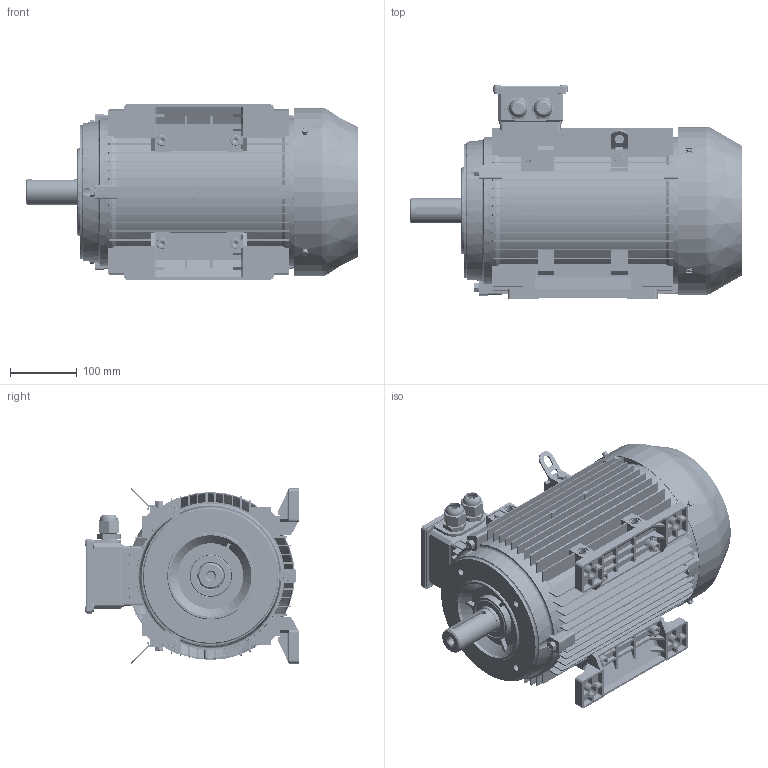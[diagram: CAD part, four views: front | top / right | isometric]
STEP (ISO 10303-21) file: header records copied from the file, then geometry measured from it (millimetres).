
FILE_DESCRIPTION (( 'STEP AP203' ), '1' );
FILE_NAME ('JL3-132M-B34A.step', '2018-12-14T08:54:22', ( '' ), ( '' ), 'SwSTEP 2.0', 'SolidWorks 2018', '' );
FILE_SCHEMA (( 'CONFIG_CONTROL_DESIGN' ));
Products named in the file (1): JL3-132M-B34A
Bounding box: 496 x 319.82 x 263.33 mm (x, y, z)
Volume: 3538329.3 mm3; surface area: 1799415 mm2
Topology: 60 solids, 60 shells, 5244 faces, 14495 edges, 9545 vertices
Faces by surface type: plane 2475, cylinder 2206, bspline 263, cone 256, torus 44
Entity records: 220588 total; most frequent: CARTESIAN_POINT 87239, ORIENTED_EDGE 28958, DIRECTION 26354, EDGE_CURVE 14479, VERTEX_POINT 9541, AXIS2_PLACEMENT_3D 9079, VECTOR 8196, LINE 8196
